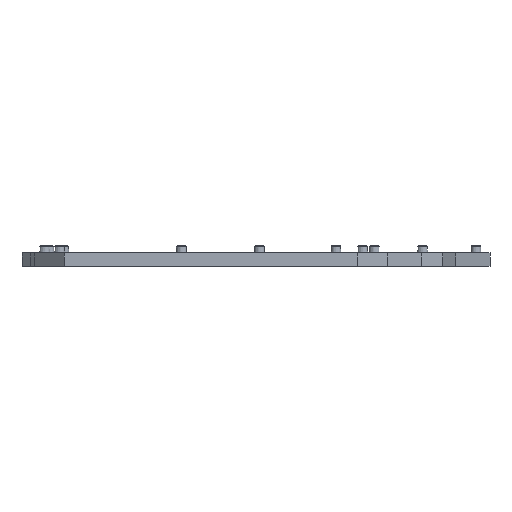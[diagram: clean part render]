
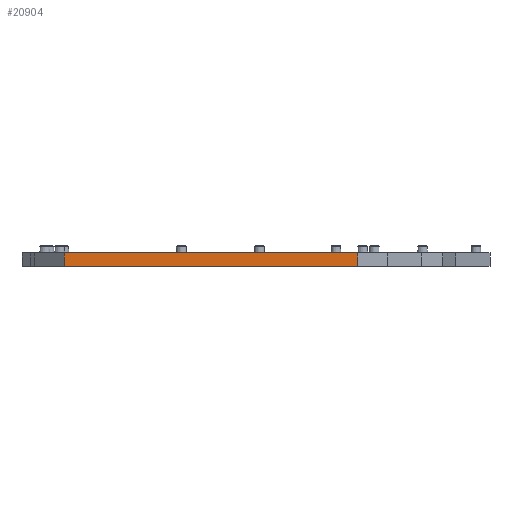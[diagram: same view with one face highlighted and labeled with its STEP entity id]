
A CAD part, left-side view. The second image highlights one B-rep face of the part: STEP entity #20904.
In plain terms, the highlighted planar face has unit normal (-1, 0, 0).
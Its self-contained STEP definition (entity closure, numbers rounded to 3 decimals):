
#1383=FACE_OUTER_BOUND('',#2473,.T.);
#2473=EDGE_LOOP('',(#18127,#18128,#18129,#18130));
#3376=LINE('',#28518,#6209);
#5431=LINE('',#32771,#8264);
#5433=LINE('',#32775,#8266);
#5434=LINE('',#32776,#8267);
#6209=VECTOR('',#22800,10.);
#8264=VECTOR('',#26909,10.);
#8266=VECTOR('',#26913,10.);
#8267=VECTOR('',#26914,10.);
#9058=VERTEX_POINT('',#28515);
#9059=VERTEX_POINT('',#28517);
#10230=VERTEX_POINT('',#32770);
#10231=VERTEX_POINT('',#32774);
#11013=EDGE_CURVE('',#9058,#9059,#3376,.T.);
#13147=EDGE_CURVE('',#10230,#9058,#5431,.T.);
#13149=EDGE_CURVE('',#10231,#9059,#5433,.T.);
#13150=EDGE_CURVE('',#10230,#10231,#5434,.T.);
#18127=ORIENTED_EDGE('',*,*,#13149,.T.);
#18128=ORIENTED_EDGE('',*,*,#11013,.F.);
#18129=ORIENTED_EDGE('',*,*,#13147,.F.);
#18130=ORIENTED_EDGE('',*,*,#13150,.T.);
#19935=PLANE('',#21975);
#20904=ADVANCED_FACE('',(#1383),#19935,.T.);
#21975=AXIS2_PLACEMENT_3D('',#32773,#26911,#26912);
#22800=DIRECTION('',(0.,-1.,0.));
#26909=DIRECTION('',(0.,0.,1.));
#26911=DIRECTION('center_axis',(-1.,0.,0.));
#26912=DIRECTION('ref_axis',(0.,-1.,0.));
#26913=DIRECTION('',(0.,0.,1.));
#26914=DIRECTION('',(0.,-1.,0.));
#28515=CARTESIAN_POINT('',(-77.279,43.493,6.25));
#28517=CARTESIAN_POINT('',(-77.279,-38.144,6.25));
#28518=CARTESIAN_POINT('',(-77.279,16.833,6.25));
#32770=CARTESIAN_POINT('',(-77.279,43.493,2.5));
#32771=CARTESIAN_POINT('',(-77.279,43.493,1.));
#32773=CARTESIAN_POINT('Origin',(-77.279,43.493,1.));
#32774=CARTESIAN_POINT('',(-77.279,-38.144,2.5));
#32775=CARTESIAN_POINT('',(-77.279,-38.144,1.));
#32776=CARTESIAN_POINT('',(-77.279,16.833,2.5));
